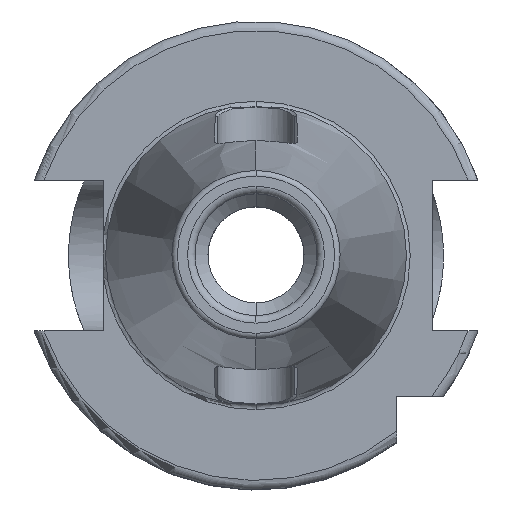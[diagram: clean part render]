
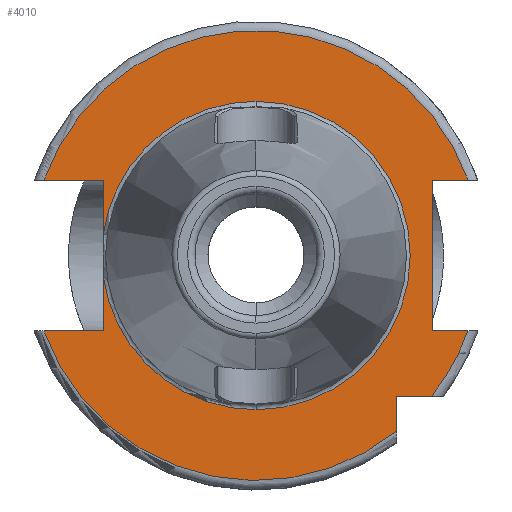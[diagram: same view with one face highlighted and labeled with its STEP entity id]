
A CAD part, top view. The second image highlights one B-rep face of the part: STEP entity #4010.
In plain terms, the highlighted planar face has unit normal (0, 0, 1).
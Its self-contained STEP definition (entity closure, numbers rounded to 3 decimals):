
#1201=CARTESIAN_POINT('',(0,0,15.9));
#1202=DIRECTION('',(0,0,-1));
#1203=DIRECTION('',(0,1,0));
#1204=AXIS2_PLACEMENT_3D('',#1201,#1202,#1203);
#1217=CARTESIAN_POINT('',(0,0,15.9));
#1218=DIRECTION('',(0,0,1));
#1219=DIRECTION('',(0,1,0));
#1220=AXIS2_PLACEMENT_3D('',#1217,#1218,#1219);
#1232=CARTESIAN_POINT('',(0,0,15.9));
#1233=DIRECTION('',(0,0,1));
#1234=DIRECTION('',(-0.991,-0.135,0));
#1235=AXIS2_PLACEMENT_3D('',#1232,#1233,#1234);
#1250=DIRECTION('',(1,0,0));
#1251=VECTOR('',#1250,6.31);
#1252=CARTESIAN_POINT('',(-22.61,-8.05,15.9));
#1253=LINE('',#1252,#1251);
#1254=DIRECTION('',(0,1,0));
#1255=VECTOR('',#1254,5.834);
#1256=CARTESIAN_POINT('',(-16.3,-8.05,15.9));
#1257=LINE('',#1256,#1255);
#1258=DIRECTION('',(0,1,0));
#1259=VECTOR('',#1258,5.834);
#1260=CARTESIAN_POINT('',(-16.3,2.216,15.9));
#1261=LINE('',#1260,#1259);
#1262=DIRECTION('',(1,0,0));
#1263=VECTOR('',#1262,6.31);
#1264=CARTESIAN_POINT('',(-22.61,8.05,15.9));
#1265=LINE('',#1264,#1263);
#1266=DIRECTION('',(-1,0,0));
#1267=VECTOR('',#1266,3.81);
#1268=CARTESIAN_POINT('',(22.61,8.05,15.9));
#1269=LINE('',#1268,#1267);
#1270=DIRECTION('',(0,-1,0));
#1271=VECTOR('',#1270,16.1);
#1272=CARTESIAN_POINT('',(18.8,8.05,15.9));
#1273=LINE('',#1272,#1271);
#1274=DIRECTION('',(-1,0,0));
#1275=VECTOR('',#1274,3.81);
#1276=CARTESIAN_POINT('',(22.61,-8.05,15.9));
#1277=LINE('',#1276,#1275);
#1278=CARTESIAN_POINT('',(0,0,15.9));
#1279=DIRECTION('',(0,0,1));
#1280=DIRECTION('',(0.781,-0.625,0));
#1281=AXIS2_PLACEMENT_3D('',#1278,#1279,#1280);
#1283=DIRECTION('',(-1,0,0));
#1284=VECTOR('',#1283,3.735);
#1285=CARTESIAN_POINT('',(18.735,-15,15.9));
#1286=LINE('',#1285,#1284);
#1287=DIRECTION('',(0,1,0));
#1288=VECTOR('',#1287,3.735);
#1289=CARTESIAN_POINT('',(15,-18.735,15.9));
#1290=LINE('',#1289,#1288);
#1314=CARTESIAN_POINT('',(0,0,15.9));
#1315=DIRECTION('',(0,0,1));
#1316=DIRECTION('',(0.942,0.335,0));
#1317=AXIS2_PLACEMENT_3D('',#1314,#1315,#1316);
#1365=CARTESIAN_POINT('',(0,0,15.9));
#1366=DIRECTION('',(0,0,1));
#1367=DIRECTION('',(-0.942,-0.335,0));
#1368=AXIS2_PLACEMENT_3D('',#1365,#1366,#1367);
#1939=CARTESIAN_POINT('',(0,16.45,15.9));
#1941=VERTEX_POINT('',#1939);
#1957=CARTESIAN_POINT('',(0,-16.45,15.9));
#1959=VERTEX_POINT('',#1957);
#2049=CARTESIAN_POINT('',(-22.61,-8.05,15.9));
#2050=CARTESIAN_POINT('',(-16.3,-8.05,15.9));
#2051=VERTEX_POINT('',#2049);
#2052=VERTEX_POINT('',#2050);
#2053=CARTESIAN_POINT('',(-16.3,-2.216,15.9));
#2054=VERTEX_POINT('',#2053);
#2055=CARTESIAN_POINT('',(-16.3,2.216,15.9));
#2056=CARTESIAN_POINT('',(-16.3,8.05,15.9));
#2057=VERTEX_POINT('',#2055);
#2058=VERTEX_POINT('',#2056);
#2059=CARTESIAN_POINT('',(-22.61,8.05,15.9));
#2060=VERTEX_POINT('',#2059);
#2061=CARTESIAN_POINT('',(18.8,8.05,15.9));
#2062=CARTESIAN_POINT('',(18.8,-8.05,15.9));
#2063=VERTEX_POINT('',#2061);
#2064=VERTEX_POINT('',#2062);
#2065=CARTESIAN_POINT('',(22.61,-8.05,15.9));
#2066=VERTEX_POINT('',#2065);
#2067=CARTESIAN_POINT('',(22.61,8.05,15.9));
#2068=VERTEX_POINT('',#2067);
#2069=CARTESIAN_POINT('',(15,-18.735,15.9));
#2070=CARTESIAN_POINT('',(15,-15,15.9));
#2071=VERTEX_POINT('',#2069);
#2072=VERTEX_POINT('',#2070);
#2073=CARTESIAN_POINT('',(18.735,-15,15.9));
#2074=VERTEX_POINT('',#2073);
#3983=CARTESIAN_POINT('',(0,0,15.9));
#3984=DIRECTION('',(0,0,-1));
#3985=DIRECTION('',(0,-1,0));
#3986=AXIS2_PLACEMENT_3D('',#3983,#3984,#3985);
#3987=PLANE('',#3986);
#3988=ORIENTED_EDGE('',*,*,#3960,.T.);
#3989=ORIENTED_EDGE('',*,*,#3946,.T.);
#3990=ORIENTED_EDGE('',*,*,#3929,.T.);
#3991=ORIENTED_EDGE('',*,*,#3909,.F.);
#3992=ORIENTED_EDGE('',*,*,#3924,.T.);
#3993=ORIENTED_EDGE('',*,*,#3943,.T.);
#3994=ORIENTED_EDGE('',*,*,#2572,.F.);
#3996=ORIENTED_EDGE('',*,*,#3995,.F.);
#3997=ORIENTED_EDGE('',*,*,#2503,.T.);
#3998=ORIENTED_EDGE('',*,*,#2359,.T.);
#3999=ORIENTED_EDGE('',*,*,#2337,.F.);
#4001=ORIENTED_EDGE('',*,*,#4000,.F.);
#4003=ORIENTED_EDGE('',*,*,#4002,.T.);
#4005=ORIENTED_EDGE('',*,*,#4004,.F.);
#4007=ORIENTED_EDGE('',*,*,#4006,.F.);
#4008=EDGE_LOOP('',(#3988,#3989,#3990,#3991,#3992,#3993,#3994,#3996,#3997,#3998,
#3999,#4001,#4003,#4005,#4007));
#4009=FACE_OUTER_BOUND('',#4008,.F.);
#4010=ADVANCED_FACE('',(#4009),#3987,.F.);
#1205=CIRCLE('',#1204,16.45);
#1221=CIRCLE('',#1220,16.45);
#1236=CIRCLE('',#1235,16.45);
#1282=CIRCLE('',#1281,24);
#1318=CIRCLE('',#1317,24);
#1369=CIRCLE('',#1368,24);
#2337=EDGE_CURVE('',#2066,#2064,#1277,.T.);
#2359=EDGE_CURVE('',#2063,#2064,#1273,.T.);
#2503=EDGE_CURVE('',#2068,#2063,#1269,.T.);
#2572=EDGE_CURVE('',#2060,#2058,#1265,.T.);
#3909=EDGE_CURVE('',#1941,#1959,#1205,.T.);
#3924=EDGE_CURVE('',#1941,#2057,#1221,.T.);
#3929=EDGE_CURVE('',#2054,#1959,#1236,.T.);
#3943=EDGE_CURVE('',#2057,#2058,#1261,.T.);
#3946=EDGE_CURVE('',#2052,#2054,#1257,.T.);
#3960=EDGE_CURVE('',#2051,#2052,#1253,.T.);
#3995=EDGE_CURVE('',#2068,#2060,#1318,.T.);
#4000=EDGE_CURVE('',#2074,#2066,#1282,.T.);
#4002=EDGE_CURVE('',#2074,#2072,#1286,.T.);
#4004=EDGE_CURVE('',#2071,#2072,#1290,.T.);
#4006=EDGE_CURVE('',#2051,#2071,#1369,.T.);
